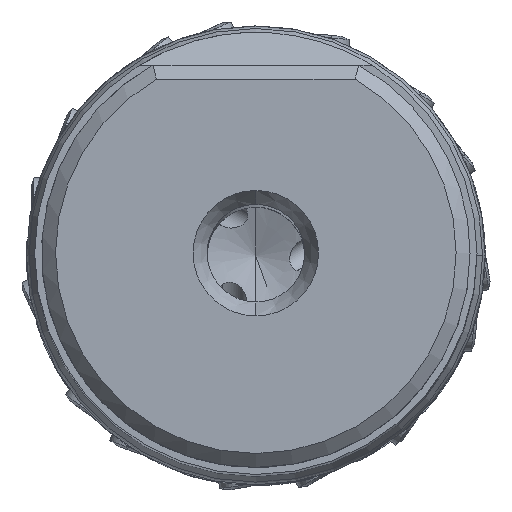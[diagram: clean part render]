
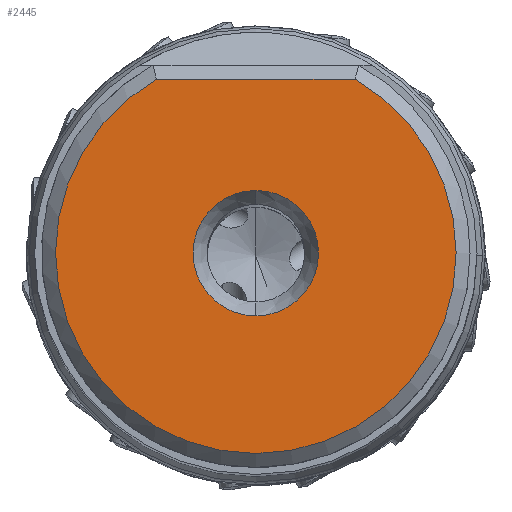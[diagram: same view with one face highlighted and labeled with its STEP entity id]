
A CAD part, top view. The second image highlights one B-rep face of the part: STEP entity #2445.
In plain terms, the highlighted planar face has unit normal (0, 0, 1).
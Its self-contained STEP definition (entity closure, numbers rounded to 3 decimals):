
#689=FACE_BOUND('',#6301,.T.);
#690=FACE_BOUND('',#6302,.T.);
#1072=PLANE('',#30318);
#2445=ADVANCED_FACE('',(#689,#690),#1072,.T.);
#6301=EDGE_LOOP('',(#14837,#14838,#14839));
#6302=EDGE_LOOP('',(#14840,#14841));
#8725=CIRCLE('',#30313,4.5);
#8726=CIRCLE('',#30315,14.375);
#8727=CIRCLE('',#30316,14.375);
#8728=CIRCLE('',#30317,4.5);
#14837=ORIENTED_EDGE('',*,*,#23646,.F.);
#14838=ORIENTED_EDGE('',*,*,#23647,.F.);
#14839=ORIENTED_EDGE('',*,*,#23648,.T.);
#14840=ORIENTED_EDGE('',*,*,#23649,.F.);
#14841=ORIENTED_EDGE('',*,*,#23645,.F.);
#19933=VERTEX_POINT('',#58764);
#19934=VERTEX_POINT('',#58766);
#19935=VERTEX_POINT('',#58770);
#19936=VERTEX_POINT('',#58771);
#19937=VERTEX_POINT('',#58773);
#23645=EDGE_CURVE('',#19934,#19933,#8725,.T.);
#23646=EDGE_CURVE('',#19935,#19936,#8726,.T.);
#23647=EDGE_CURVE('',#19937,#19935,#8727,.T.);
#23648=EDGE_CURVE('',#19937,#19936,#26149,.T.);
#23649=EDGE_CURVE('',#19933,#19934,#8728,.T.);
#26149=LINE('',#58774,#27632);
#27632=VECTOR('',#36331,1.);
#30313=AXIS2_PLACEMENT_3D('',#58767,#36323,#36324);
#30315=AXIS2_PLACEMENT_3D('',#58769,#36327,#36328);
#30316=AXIS2_PLACEMENT_3D('',#58772,#36329,#36330);
#30317=AXIS2_PLACEMENT_3D('',#58775,#36332,#36333);
#30318=AXIS2_PLACEMENT_3D('',#58776,#36334,#36335);
#36323=DIRECTION('',(0.,0.,1.));
#36324=DIRECTION('',(0.,-1.,0.));
#36327=DIRECTION('',(0.,0.,-1.));
#36328=DIRECTION('',(0.,-1.,0.));
#36329=DIRECTION('',(0.,0.,-1.));
#36330=DIRECTION('',(0.496,0.869,0.));
#36331=DIRECTION('',(-1.,0.,0.));
#36332=DIRECTION('',(0.,0.,1.));
#36333=DIRECTION('',(0.,1.,0.));
#36334=DIRECTION('',(0.,0.,1.));
#36335=DIRECTION('',(-1.,0.,0.));
#58764=CARTESIAN_POINT('',(0.,4.5,0.));
#58766=CARTESIAN_POINT('',(0.,-4.5,0.));
#58767=CARTESIAN_POINT('',(0.,0.,0.));
#58769=CARTESIAN_POINT('',(0.,0.,0.));
#58770=CARTESIAN_POINT('',(0.,-14.375,0.));
#58771=CARTESIAN_POINT('',(-7.125,12.485,0.));
#58772=CARTESIAN_POINT('',(0.,0.,0.));
#58773=CARTESIAN_POINT('',(7.125,12.485,0.));
#58774=CARTESIAN_POINT('',(7.125,12.485,0.));
#58775=CARTESIAN_POINT('',(0.,0.,0.));
#58776=CARTESIAN_POINT('',(0.,-0.945,0.));
